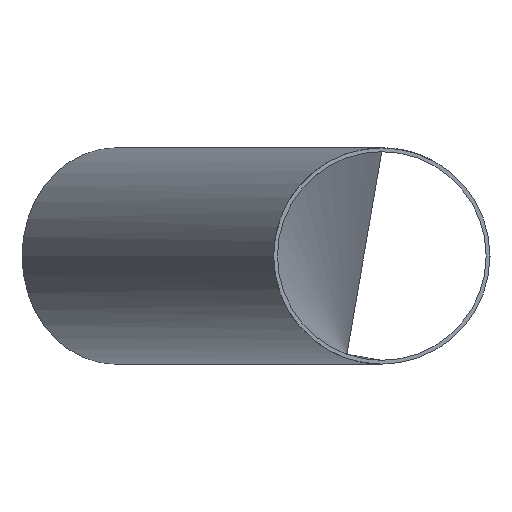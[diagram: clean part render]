
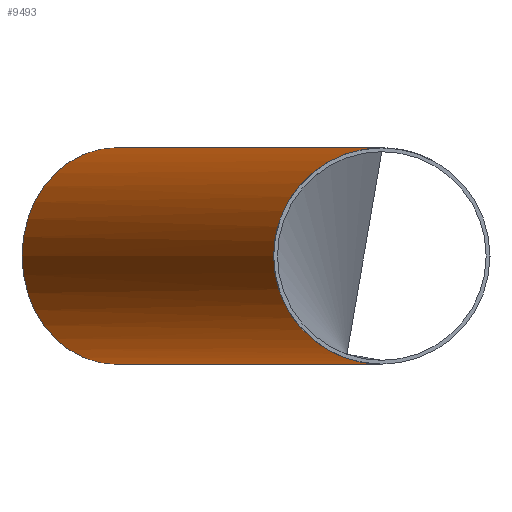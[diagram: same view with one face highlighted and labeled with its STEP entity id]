
A CAD part, left-side view. The second image highlights one B-rep face of the part: STEP entity #9493.
In plain terms, the highlighted cylindrical face has radius 84.15 mm (diameter 168.3 mm), a full revolution.
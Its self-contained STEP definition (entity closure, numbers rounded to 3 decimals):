
#75 = FACE_OUTER_BOUND ( 'NONE', #3776, .T. ) ;
#368 = CARTESIAN_POINT ( 'NONE',  ( -190.648, 168.3, 84.15 ) ) ;
#906 = CARTESIAN_POINT ( 'NONE',  ( 482.552, 168.3, 84.15 ) ) ;
#1545 = FACE_OUTER_BOUND ( 'NONE', #3570, .T. ) ;
#2840 = CARTESIAN_POINT ( 'NONE',  ( 213.028, 207.026, 0. ) ) ;
#3570 = EDGE_LOOP ( 'NONE', ( #10517, #24718 ) ) ;
#3776 = EDGE_LOOP ( 'NONE', ( #24321 ) ) ;
#4551 = EDGE_CURVE ( 'NONE', #6560, #23302, #18974, .T. ) ;
#6560 = VERTEX_POINT ( 'NONE', #25720 ) ;
#6588 = VERTEX_POINT ( 'NONE', #6876 ) ;
#6876 = CARTESIAN_POINT ( 'NONE',  ( 170.953, 279.902, 0. ) ) ;
#7447 = AXIS2_PLACEMENT_3D ( 'NONE', #29366, #8148, #12912 ) ;
#8148 = DIRECTION ( 'NONE',  ( 0.866, 0.5, 0. ) ) ;
#9493 = ADVANCED_FACE ( 'NONE', ( #1545, #75 ), #20189, .T. ) ;
#9835 = EDGE_CURVE ( 'NONE', #6588, #6588, #18206, .T. ) ;
#10517 = ORIENTED_EDGE ( 'NONE', *, *, #4551, .F. ) ;
#11126 = AXIS2_PLACEMENT_3D ( 'NONE', #2840, #28262, #19171 ) ;
#11878 = CARTESIAN_POINT ( 'NONE',  ( -190.648, 168.3, -84.15 ) ) ;
#12484 =( BOUNDED_CURVE ( )  B_SPLINE_CURVE ( 3, ( #16580, #368, #11878, #25992 ),
 .UNSPECIFIED., .F., .T. ) 
 B_SPLINE_CURVE_WITH_KNOTS ( ( 4, 4 ),
 ( 4.712, 7.854 ),
 .UNSPECIFIED. ) 
 CURVE ( )  GEOMETRIC_REPRESENTATION_ITEM ( )  RATIONAL_B_SPLINE_CURVE ( ( 1., 0.333, 0.333, 1. ) ) 
 REPRESENTATION_ITEM ( '' )  );
#12912 = DIRECTION ( 'NONE',  ( -0.5, 0.866, 0. ) ) ;
#16580 = CARTESIAN_POINT ( 'NONE',  ( -145.552, 0., 84.15 ) ) ;
#18206 = CIRCLE ( 'NONE', #7447, 84.15 ) ;
#18974 =( BOUNDED_CURVE ( )  B_SPLINE_CURVE ( 3, ( #19182, #23860, #906, #19494 ),
 .UNSPECIFIED., .F., .F. ) 
 B_SPLINE_CURVE_WITH_KNOTS ( ( 4, 4 ),
 ( 1.571, 4.712 ),
 .UNSPECIFIED. ) 
 CURVE ( )  GEOMETRIC_REPRESENTATION_ITEM ( )  RATIONAL_B_SPLINE_CURVE ( ( 1., 0.333, 0.333, 1. ) ) 
 REPRESENTATION_ITEM ( '' )  );
#19171 = DIRECTION ( 'NONE',  ( -0.5, 0.866, 0. ) ) ;
#19182 = CARTESIAN_POINT ( 'NONE',  ( -145.552, 0., -84.15 ) ) ;
#19494 = CARTESIAN_POINT ( 'NONE',  ( -145.552, 0., 84.15 ) ) ;
#20189 = CYLINDRICAL_SURFACE ( 'NONE', #11126, 84.15 ) ;
#23302 = VERTEX_POINT ( 'NONE', #29427 ) ;
#23860 = CARTESIAN_POINT ( 'NONE',  ( 482.552, 168.3, -84.15 ) ) ;
#24321 = ORIENTED_EDGE ( 'NONE', *, *, #9835, .F. ) ;
#24718 = ORIENTED_EDGE ( 'NONE', *, *, #26646, .F. ) ;
#25720 = CARTESIAN_POINT ( 'NONE',  ( -145.552, 0., -84.15 ) ) ;
#25992 = CARTESIAN_POINT ( 'NONE',  ( -145.552, 0., -84.15 ) ) ;
#26646 = EDGE_CURVE ( 'NONE', #23302, #6560, #12484, .T. ) ;
#28262 = DIRECTION ( 'NONE',  ( 0.866, 0.5, 0. ) ) ;
#29366 = CARTESIAN_POINT ( 'NONE',  ( 213.028, 207.026, 0. ) ) ;
#29427 = CARTESIAN_POINT ( 'NONE',  ( -145.552, 0., 84.15 ) ) ;
